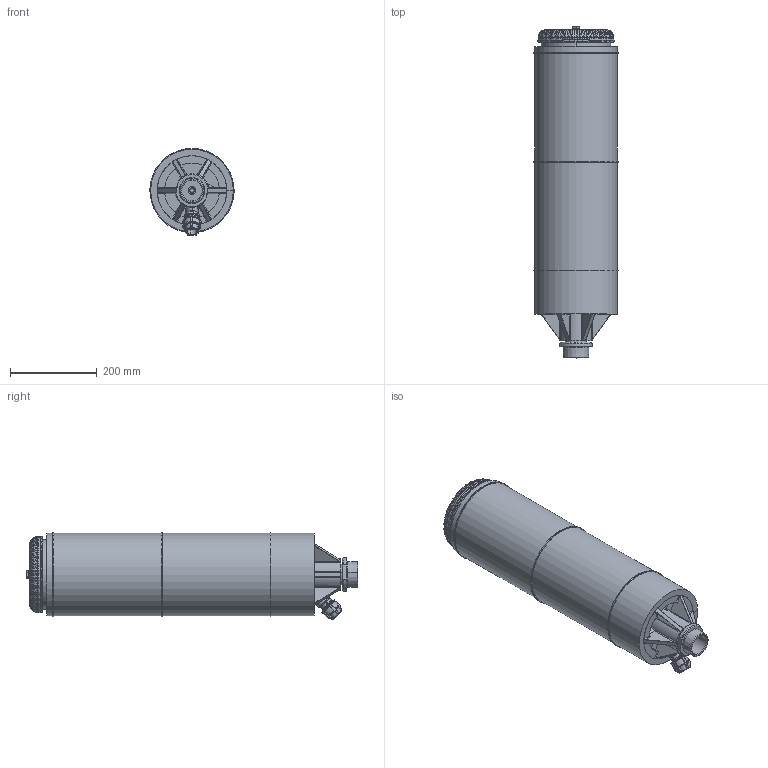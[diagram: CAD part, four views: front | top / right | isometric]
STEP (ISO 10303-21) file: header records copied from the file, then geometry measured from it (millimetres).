
FILE_DESCRIPTION (( 'STEP AP203' ), '1' );
FILE_NAME ('Assembly_D-090-P.STEP', '2015-06-25T13:00:43', ( '' ), ( '' ), 'SwSTEP 2.0', 'SolidWorks 2014', '' );
FILE_SCHEMA (( 'CONFIG_CONTROL_DESIGN' ));
Length unit declared in the file: millimetre
Products named in the file (1): Assembly_D-090-P
Bounding box: 193.75 x 763.2 x 200.37 mm (x, y, z)
Surface area: 832763.1 mm2 (no closed solid volume)
Topology: 0 solids, 12 shells, 714 faces, 2315 edges, 1503 vertices
Faces by surface type: bspline 177, plane 170, torus 162, cylinder 158, cone 46, sphere 1
Full cylindrical faces by diameter (mm): 190 x1
Entity records: 37892 total; most frequent: CARTESIAN_POINT 20138, ORIENTED_EDGE 3912, DIRECTION 3165, EDGE_CURVE 2315, VERTEX_POINT 1503, AXIS2_PLACEMENT_3D 1336, B_SPLINE_CURVE_WITH_KNOTS 909, CIRCLE 798
